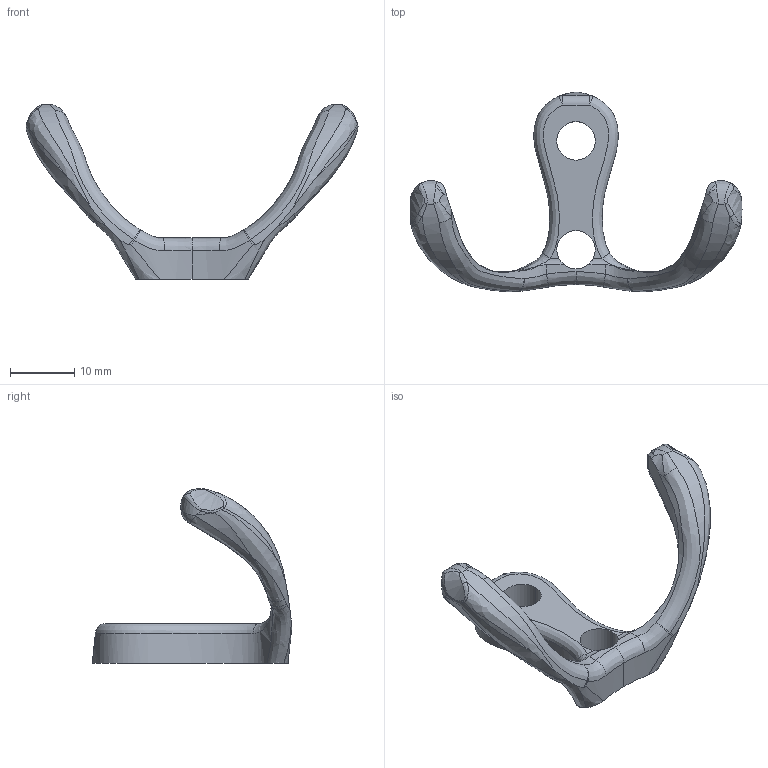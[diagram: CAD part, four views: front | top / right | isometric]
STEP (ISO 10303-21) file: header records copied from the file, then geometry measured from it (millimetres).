
FILE_DESCRIPTION (( 'STEP AP214' ), '1' );
FILE_NAME ('F002406,F002407,F002408,F002409,F002410_3D.step', '2022-07-07T08:09:03', ( '' ), ( '' ), 'SwSTEP 2.0', 'SolidWorks 2020', '' );
FILE_SCHEMA (( 'AUTOMOTIVE_DESIGN' ));
Length unit declared in the file: millimetre
Products named in the file (1): F002406,F002407,F002408,F002409,F002410_3D
Bounding box: 51.85 x 31.17 x 27.31 mm (x, y, z)
Volume: 3101.5 mm3; surface area: 2372.2 mm2
Topology: 1 solids, 1 shells, 103 faces, 265 edges, 155 vertices
Faces by surface type: bspline 86, cylinder 9, plane 4, sphere 4
Entity records: 12771 total; most frequent: CARTESIAN_POINT 9817, ORIENTED_EDGE 514, EDGE_CURVE 257, B_SPLINE_CURVE_WITH_KNOTS 188, VERTEX_POINT 155, DIRECTION 151, EDGE_LOOP 106, UNCERTAINTY_MEASURE_WITH_UNIT 106
